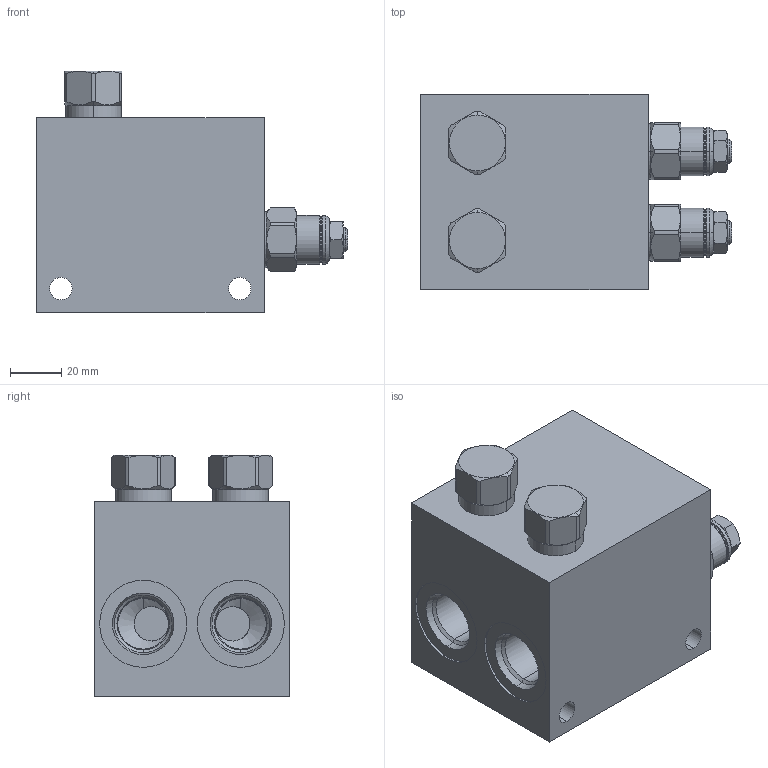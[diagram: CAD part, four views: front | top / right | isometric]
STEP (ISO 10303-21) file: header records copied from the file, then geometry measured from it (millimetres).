
FILE_DESCRIPTION((''),'2;1');
FILE_NAME('YCCDLHNAK_ASM','2023-05-30T',('ProEService'),(''),'PRO/ENGINEER BY PARAMETRIC TECHNOLOGY CORPORATION, 2014200','PRO/ENGINEER BY PARAMETRIC TECHNOLOGY CORPORATION, 2014200','');
FILE_SCHEMA(('CONFIG_CONTROL_DESIGN'));
Length unit declared in the file: inch
Products named in the file (4): 150-587-004; CXCDXCN; CBCALHN; YCCDLHNAK_ASM
Assembly tree (5 placements, depth 2):
  YCCDLHNAK_ASM
    150-587-004
    CXCDXCN  x2
    CBCALHN  x2
Bounding box: 121.44 x 76.2 x 94.46 mm (x, y, z)
Volume: 469697.2 mm3; surface area: 91901.3 mm2
Topology: 15 solids, 19 shells, 831 faces, 2350 edges, 1742 vertices
Faces by surface type: cylinder 310, plane 187, cone 182, torus 104, revolution 40, sphere 8
Entity records: 20225 total; most frequent: CARTESIAN_POINT 6377, DIRECTION 2991, ORIENTED_EDGE 2320, EDGE_CURVE 1160, AXIS2_PLACEMENT_3D 1077, VECTOR 817, LINE 817, VERTEX_POINT 704
